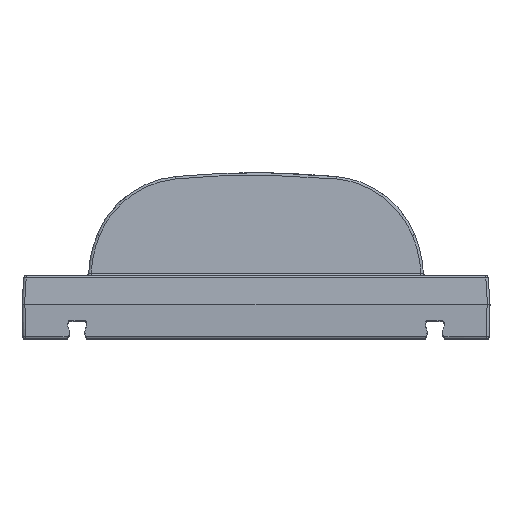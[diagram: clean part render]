
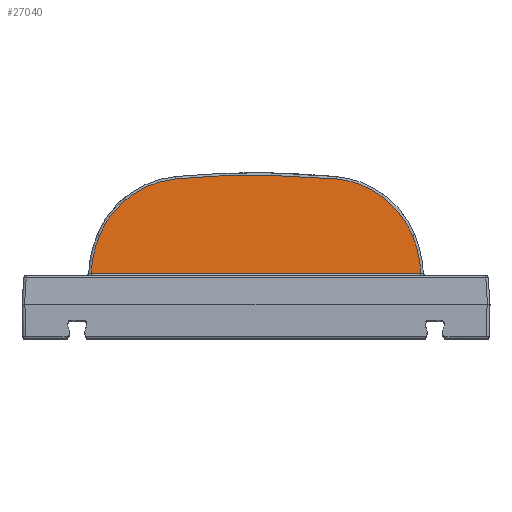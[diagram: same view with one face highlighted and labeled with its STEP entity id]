
A CAD part, top view. The second image highlights one B-rep face of the part: STEP entity #27040.
In plain terms, the highlighted planar face has unit normal (0, 0.044, 0.999).
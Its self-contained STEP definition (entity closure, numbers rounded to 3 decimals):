
#11741=CARTESIAN_POINT('',(19.589,7.757,22.073));
#11742=CARTESIAN_POINT('',(19.578,7.971,22.063));
#11743=CARTESIAN_POINT('',(19.547,8.399,22.045));
#11744=CARTESIAN_POINT('',(19.469,9.038,22.017));
#11745=CARTESIAN_POINT('',(19.361,9.674,21.989));
#11746=CARTESIAN_POINT('',(19.223,10.304,21.961));
#11747=CARTESIAN_POINT('',(19.058,10.92,21.934));
#11748=CARTESIAN_POINT('',(18.851,11.567,21.906));
#11749=CARTESIAN_POINT('',(18.682,12.017,21.887));
#11750=CARTESIAN_POINT('',(18.588,12.246,21.877));
#11755=DIRECTION('',(1.,0.,0.));
#11756=VECTOR('',#11755,39.178);
#11757=CARTESIAN_POINT('',(-19.589,7.757,
22.073));
#11758=LINE('7303',#11757,#11756);
#11762=CARTESIAN_POINT('',(-18.588,12.246,
21.877));
#11763=CARTESIAN_POINT('',(-18.677,12.028,
21.886));
#11764=CARTESIAN_POINT('',(-18.841,11.596,
21.905));
#11765=CARTESIAN_POINT('',(-19.039,10.984,
21.932));
#11766=CARTESIAN_POINT('',(-19.212,10.352,
21.959));
#11767=CARTESIAN_POINT('',(-19.353,9.716,
21.987));
#11768=CARTESIAN_POINT('',(-19.464,9.071,
22.015));
#11769=CARTESIAN_POINT('',(-19.543,8.432,
22.043));
#11770=CARTESIAN_POINT('',(-19.577,7.984,
22.063));
#11771=CARTESIAN_POINT('',(-19.589,7.757,
22.073));
#11776=CARTESIAN_POINT('',(-9.544,18.965,
21.583));
#11777=CARTESIAN_POINT('',(-9.764,18.944,
21.584));
#11778=CARTESIAN_POINT('',(-10.201,18.889,
21.587));
#11779=CARTESIAN_POINT('',(-10.845,18.767,
21.592));
#11780=CARTESIAN_POINT('',(-11.482,18.607,
21.599));
#11781=CARTESIAN_POINT('',(-12.108,18.408,
21.608));
#11782=CARTESIAN_POINT('',(-12.721,18.173,
21.618));
#11783=CARTESIAN_POINT('',(-13.318,17.9,
21.63));
#11784=CARTESIAN_POINT('',(-13.898,17.593,
21.643));
#11785=CARTESIAN_POINT('',(-14.459,17.251,
21.658));
#11786=CARTESIAN_POINT('',(-14.998,16.875,
21.674));
#11787=CARTESIAN_POINT('',(-15.514,16.468,
21.692));
#11788=CARTESIAN_POINT('',(-16.004,16.031,
21.711));
#11789=CARTESIAN_POINT('',(-16.467,15.565,
21.732));
#11790=CARTESIAN_POINT('',(-16.901,15.072,
21.753));
#11791=CARTESIAN_POINT('',(-17.305,14.553,
21.776));
#11792=CARTESIAN_POINT('',(-17.676,14.013,
21.799));
#11793=CARTESIAN_POINT('',(-18.016,13.446,
21.824));
#11794=CARTESIAN_POINT('',(-18.323,12.856,
21.85));
#11795=CARTESIAN_POINT('',(-18.504,12.452,
21.868));
#11796=CARTESIAN_POINT('',(-18.588,12.246,
21.877));
#11801=CARTESIAN_POINT('',(9.544,18.965,21.583));
#11802=CARTESIAN_POINT('',(8.629,19.053,21.579));
#11803=CARTESIAN_POINT('',(6.808,19.203,21.573));
#11804=CARTESIAN_POINT('',(4.128,19.35,21.566));
#11805=CARTESIAN_POINT('',(1.425,19.425,21.563));
#11806=CARTESIAN_POINT('',(-1.26,19.427,
21.563));
#11807=CARTESIAN_POINT('',(-3.997,19.356,
21.566));
#11808=CARTESIAN_POINT('',(-6.769,19.206,
21.573));
#11809=CARTESIAN_POINT('',(-8.618,19.054,
21.579));
#11810=CARTESIAN_POINT('',(-9.544,18.965,
21.583));
#11815=CARTESIAN_POINT('',(18.588,12.246,21.877));
#11816=CARTESIAN_POINT('',(18.504,12.451,21.868));
#11817=CARTESIAN_POINT('',(18.325,12.853,21.85));
#11818=CARTESIAN_POINT('',(18.022,13.435,21.825));
#11819=CARTESIAN_POINT('',(17.684,13.999,21.8));
#11820=CARTESIAN_POINT('',(17.313,14.541,21.776));
#11821=CARTESIAN_POINT('',(16.911,15.06,21.754));
#11822=CARTESIAN_POINT('',(16.477,15.554,21.732));
#11823=CARTESIAN_POINT('',(16.015,16.021,21.712));
#11824=CARTESIAN_POINT('',(15.525,16.458,21.693));
#11825=CARTESIAN_POINT('',(15.01,16.866,21.675));
#11826=CARTESIAN_POINT('',(14.472,17.242,21.658));
#11827=CARTESIAN_POINT('',(13.912,17.585,21.643));
#11828=CARTESIAN_POINT('',(13.332,17.893,21.63));
#11829=CARTESIAN_POINT('',(12.735,18.166,21.618));
#11830=CARTESIAN_POINT('',(12.122,18.403,21.608));
#11831=CARTESIAN_POINT('',(11.498,18.602,21.599));
#11832=CARTESIAN_POINT('',(10.857,18.764,21.592));
#11833=CARTESIAN_POINT('',(10.205,18.888,21.587));
#11834=CARTESIAN_POINT('',(9.765,18.944,21.584));
#11835=CARTESIAN_POINT('',(9.544,18.965,21.583));
#15166=VERTEX_POINT('',#11741);
#15167=VERTEX_POINT('',#11750);
#15170=VERTEX_POINT('',#11835);
#15172=VERTEX_POINT('',#11810);
#15174=VERTEX_POINT('',#11796);
#15177=VERTEX_POINT('',#11771);
#27022=CARTESIAN_POINT('',(-20.02,14.,21.8));
#27023=DIRECTION('',(0.,0.044,0.999));
#27024=DIRECTION('',(1.,0.,0.));
#27025=AXIS2_PLACEMENT_3D('',#27022,#27023,#27024);
#27026=PLANE('5803',#27025);
#27028=ORIENTED_EDGE('7292',*,*,#27027,.F.);
#27030=ORIENTED_EDGE('7303',*,*,#27029,.F.);
#27032=ORIENTED_EDGE('7301',*,*,#27031,.F.);
#27033=ORIENTED_EDGE('7298',*,*,#27012,.F.);
#27035=ORIENTED_EDGE('7296',*,*,#27034,.F.);
#27037=ORIENTED_EDGE('7294',*,*,#27036,.F.);
#27038=EDGE_LOOP('5803',(#27028,#27030,#27032,#27033,#27035,#27037));
#27039=FACE_OUTER_BOUND('5803',#27038,.F.);
#11751=B_SPLINE_CURVE_WITH_KNOTS('7292',3,(#11741,#11742,#11743,#11744,#11745,
#11746,#11747,#11748,#11749,#11750),.UNSPECIFIED.,.F.,.F.,(4,1,1,1,1,1,1,4),(
0.,0.143,0.286,0.429,0.571,
0.714,0.857,1.),.UNSPECIFIED.);
#11772=B_SPLINE_CURVE_WITH_KNOTS('7301',3,(#11762,#11763,#11764,#11765,#11766,
#11767,#11768,#11769,#11770,#11771),.UNSPECIFIED.,.F.,.F.,(4,1,1,1,1,1,1,4),(
0.,0.143,0.286,0.429,0.571,
0.714,0.857,1.),.UNSPECIFIED.);
#11797=B_SPLINE_CURVE_WITH_KNOTS('7298',3,(#11776,#11777,#11778,#11779,#11780,
#11781,#11782,#11783,#11784,#11785,#11786,#11787,#11788,#11789,#11790,#11791,
#11792,#11793,#11794,#11795,#11796),.UNSPECIFIED.,.F.,.F.,(4,1,1,1,1,1,1,1,1,1,
1,1,1,1,1,1,1,1,4),(0.,0.056,0.111,0.167,
0.222,0.278,0.333,0.389,
0.444,0.5,0.556,0.611,0.667,
0.722,0.778,0.833,0.889,
0.944,1.),.UNSPECIFIED.);
#11811=B_SPLINE_CURVE_WITH_KNOTS('7296',3,(#11801,#11802,#11803,#11804,#11805,
#11806,#11807,#11808,#11809,#11810),.UNSPECIFIED.,.F.,.F.,(4,1,1,1,1,1,1,4),(
0.,0.143,0.286,0.429,0.571,
0.714,0.857,1.),.UNSPECIFIED.);
#11836=B_SPLINE_CURVE_WITH_KNOTS('7294',3,(#11815,#11816,#11817,#11818,#11819,
#11820,#11821,#11822,#11823,#11824,#11825,#11826,#11827,#11828,#11829,#11830,
#11831,#11832,#11833,#11834,#11835),.UNSPECIFIED.,.F.,.F.,(4,1,1,1,1,1,1,1,1,1,
1,1,1,1,1,1,1,1,4),(0.,0.056,0.111,0.167,
0.222,0.278,0.333,0.389,
0.444,0.5,0.556,0.611,0.667,
0.722,0.778,0.833,0.889,
0.944,1.),.UNSPECIFIED.);
#27012=EDGE_CURVE('7298',#15172,#15174,#11797,.T.);
#27027=EDGE_CURVE('7292',#15166,#15167,#11751,.T.);
#27029=EDGE_CURVE('7303',#15177,#15166,#11758,.T.);
#27031=EDGE_CURVE('7301',#15174,#15177,#11772,.T.);
#27034=EDGE_CURVE('7296',#15170,#15172,#11811,.T.);
#27036=EDGE_CURVE('7294',#15167,#15170,#11836,.T.);
#27040=ADVANCED_FACE('5803',(#27039),#27026,.T.);
